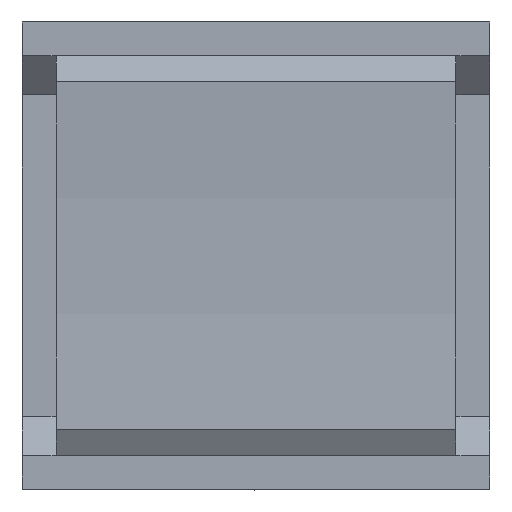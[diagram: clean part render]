
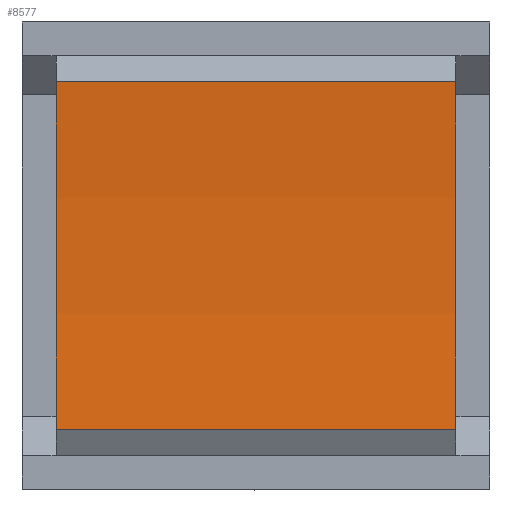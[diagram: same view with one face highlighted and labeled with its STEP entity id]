
A CAD part, top view. The second image highlights one B-rep face of the part: STEP entity #8577.
In plain terms, the highlighted cylindrical face has radius 74.967 mm (diameter 149.933 mm), a partial arc.
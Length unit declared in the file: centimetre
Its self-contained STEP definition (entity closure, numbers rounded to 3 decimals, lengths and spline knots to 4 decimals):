
#58=CYLINDRICAL_SURFACE('',#9052,7.4967);
#101=FACE_OUTER_BOUND('',#557,.T.);
#557=EDGE_LOOP('',(#5577,#5578,#5579,#5580));
#1048=CIRCLE('',#9051,7.4967);
#1049=CIRCLE('',#9053,7.4967);
#1272=LINE('',#12167,#2348);
#1273=LINE('',#12170,#2349);
#2348=VECTOR('',#9738,1.);
#2349=VECTOR('',#9741,1.);
#3422=VERTEX_POINT('',#12158);
#3423=VERTEX_POINT('',#12160);
#3425=VERTEX_POINT('',#12166);
#3426=VERTEX_POINT('',#12168);
#4277=EDGE_CURVE('',#3422,#3423,#1048,.T.);
#4280=EDGE_CURVE('',#3425,#3422,#1272,.T.);
#4281=EDGE_CURVE('',#3426,#3425,#1049,.T.);
#4282=EDGE_CURVE('',#3423,#3426,#1273,.T.);
#5577=ORIENTED_EDGE('',*,*,#4277,.F.);
#5578=ORIENTED_EDGE('',*,*,#4280,.F.);
#5579=ORIENTED_EDGE('',*,*,#4281,.F.);
#5580=ORIENTED_EDGE('',*,*,#4282,.F.);
#8577=ADVANCED_FACE('',(#101),#58,.F.);
#9051=AXIS2_PLACEMENT_3D('',#12161,#9732,#9733);
#9052=AXIS2_PLACEMENT_3D('',#12165,#9736,#9737);
#9053=AXIS2_PLACEMENT_3D('',#12169,#9739,#9740);
#9732=DIRECTION('center_axis',(-1.,0.,0.));
#9733=DIRECTION('ref_axis',(0.,0.089,-0.996));
#9736=DIRECTION('center_axis',(1.,0.,0.));
#9737=DIRECTION('ref_axis',(0.,0.089,-0.996));
#9738=DIRECTION('',(1.,0.,0.));
#9739=DIRECTION('center_axis',(1.,0.,0.));
#9740=DIRECTION('ref_axis',(0.,0.089,-0.996));
#9741=DIRECTION('',(-1.,0.,0.));
#12158=CARTESIAN_POINT('',(0.77,0.67,3.387));
#12160=CARTESIAN_POINT('',(0.77,-0.67,3.387));
#12161=CARTESIAN_POINT('Origin',(0.77,0.,10.8537));
#12165=CARTESIAN_POINT('Origin',(-0.77,0.,10.8537));
#12166=CARTESIAN_POINT('',(-0.77,0.67,3.387));
#12167=CARTESIAN_POINT('',(-0.385,0.67,3.387));
#12168=CARTESIAN_POINT('',(-0.77,-0.67,3.387));
#12169=CARTESIAN_POINT('Origin',(-0.77,0.,10.8537));
#12170=CARTESIAN_POINT('',(0.385,-0.67,3.387));
